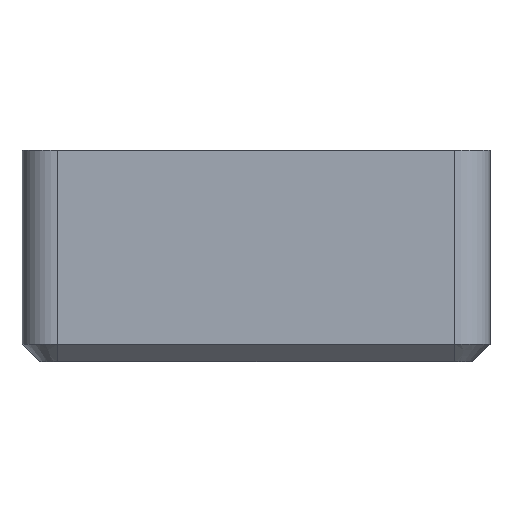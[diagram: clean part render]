
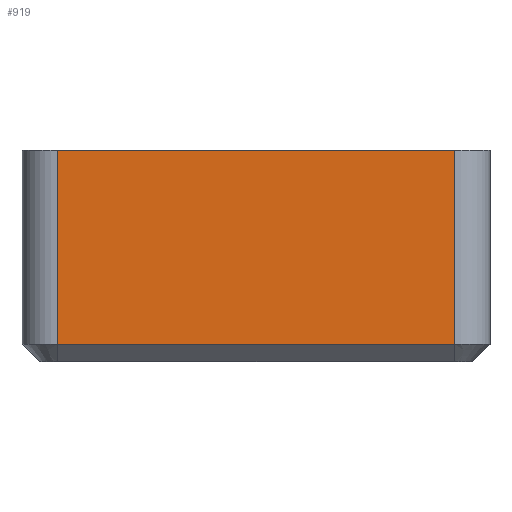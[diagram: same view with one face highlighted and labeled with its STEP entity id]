
A CAD part, left-side view. The second image highlights one B-rep face of the part: STEP entity #919.
In plain terms, the highlighted planar face has unit normal (-1, 0, 0).
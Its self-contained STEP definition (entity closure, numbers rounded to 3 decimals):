
#84=FACE_OUTER_BOUND('',#136,.T.);
#136=EDGE_LOOP('',(#649,#650,#651,#652));
#199=LINE('',#1356,#300);
#210=LINE('',#1390,#311);
#212=LINE('',#1396,#313);
#213=LINE('',#1397,#314);
#300=VECTOR('',#1081,10.);
#311=VECTOR('',#1116,10.);
#313=VECTOR('',#1122,10.);
#314=VECTOR('',#1123,10.);
#396=VERTEX_POINT('',#1342);
#398=VERTEX_POINT('',#1348);
#412=VERTEX_POINT('',#1389);
#414=VERTEX_POINT('',#1395);
#487=EDGE_CURVE('',#396,#398,#199,.T.);
#504=EDGE_CURVE('',#398,#412,#210,.T.);
#507=EDGE_CURVE('',#414,#396,#212,.T.);
#508=EDGE_CURVE('',#412,#414,#213,.T.);
#649=ORIENTED_EDGE('',*,*,#487,.F.);
#650=ORIENTED_EDGE('',*,*,#507,.F.);
#651=ORIENTED_EDGE('',*,*,#508,.F.);
#652=ORIENTED_EDGE('',*,*,#504,.F.);
#879=PLANE('',#994);
#919=ADVANCED_FACE('',(#84),#879,.T.);
#994=AXIS2_PLACEMENT_3D('',#1394,#1120,#1121);
#1081=DIRECTION('',(0.,1.,0.));
#1116=DIRECTION('',(0.,0.,1.));
#1120=DIRECTION('center_axis',(-1.,0.,0.));
#1121=DIRECTION('ref_axis',(0.,1.,0.));
#1122=DIRECTION('',(0.,0.,-1.));
#1123=DIRECTION('',(0.,-1.,0.));
#1342=CARTESIAN_POINT('',(-22.25,-11.25,-1.));
#1348=CARTESIAN_POINT('',(-22.25,11.25,-1.));
#1356=CARTESIAN_POINT('',(-22.25,-6.625,-1.));
#1389=CARTESIAN_POINT('',(-22.25,11.25,10.));
#1390=CARTESIAN_POINT('',(-22.25,11.25,0.));
#1394=CARTESIAN_POINT('Origin',(-22.25,-13.25,0.));
#1395=CARTESIAN_POINT('',(-22.25,-11.25,10.));
#1396=CARTESIAN_POINT('',(-22.25,-11.25,0.));
#1397=CARTESIAN_POINT('',(-22.25,-13.25,10.));
